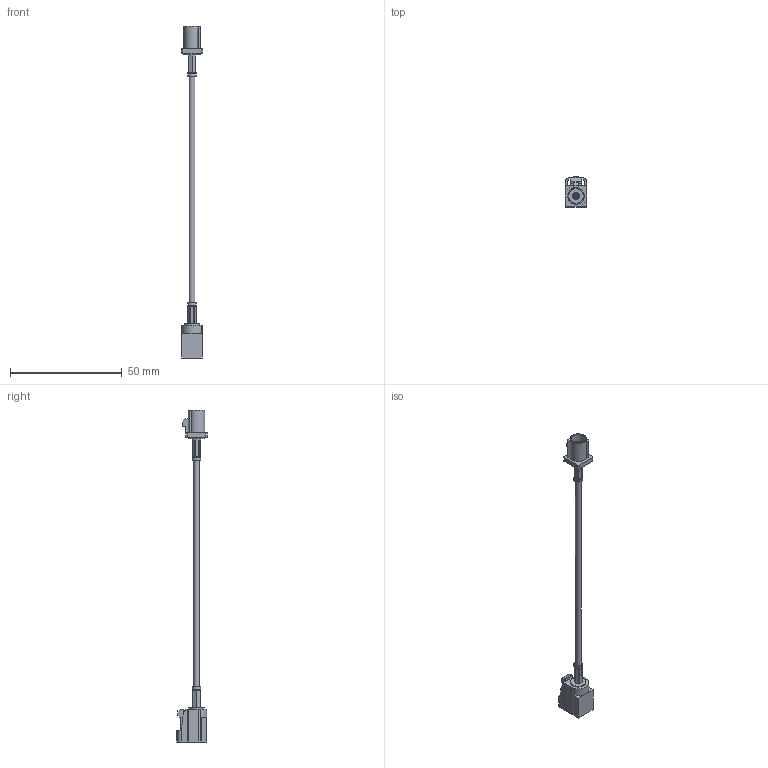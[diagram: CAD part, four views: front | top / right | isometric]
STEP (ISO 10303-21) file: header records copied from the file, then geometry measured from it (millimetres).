
FILE_DESCRIPTION (( 'STEP AP203' ), '1' );
FILE_NAME ('PE38752C.step', '2019-12-18T19:47:17', ( '' ), ( '' ), 'SwSTEP 2.0', 'SolidWorks 2018', '' );
FILE_SCHEMA (( 'CONFIG_CONTROL_DESIGN' ));
Length unit declared in the file: inch
Products named in the file (4): Coax Cable_RG174; PE45404- ｦ FMCN1349-_C-Crimped; PE44646- ｦ FMCN1346-_C-Crimped; PE38752C
Assembly tree (3 placements, depth 2):
  PE38752C
    Coax Cable_RG174
    PE45404- ｦ FMCN1349-_C-Crimped
    PE44646- ｦ FMCN1346-_C-Crimped
Bounding box: 9.5 x 13.53 x 148.88 mm (x, y, z)
Volume: 2279.2 mm3; surface area: 3836.2 mm2
Topology: 7 solids, 7 shells, 301 faces, 793 edges, 522 vertices
Faces by surface type: plane 169, cylinder 105, cone 18, bspline 6, torus 3
Full cylindrical faces by diameter (mm): 0.48 x1, 0.5 x1, 0.508 x1, 0.55 x1, 0.6 x1, 0.812 x1, 0.885 x1, 0.94 x1, 1.016 x1, 1.02 x1, 1.022 x2, 1.2 x2, 1.7 x2, 2.032 x1, 2.286 x1, 2.591 x1, 2.7 x2, 3.073 x1, 3.302 x1, 3.48 x2, 3.988 x2, 4.497 x1, 5.513 x1, 6.401 x1, 6.883 x1, 7.366 x1, 7.417 x1
Entity records: 12523 total; most frequent: CARTESIAN_POINT 5198, ORIENTED_EDGE 1440, DIRECTION 1313, EDGE_CURVE 720, VERTEX_POINT 503, AXIS2_PLACEMENT_3D 470, EDGE_LOOP 381, VECTOR 373
